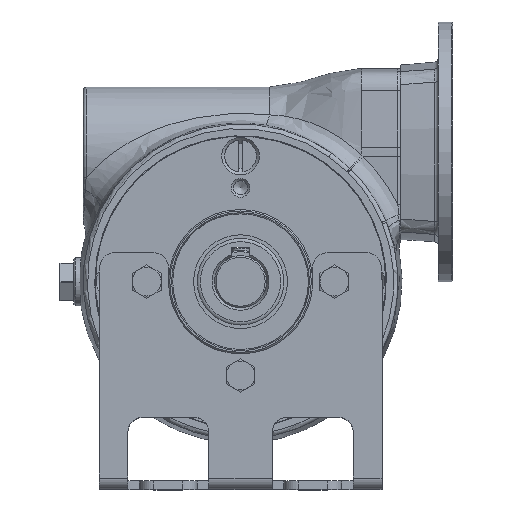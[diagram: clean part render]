
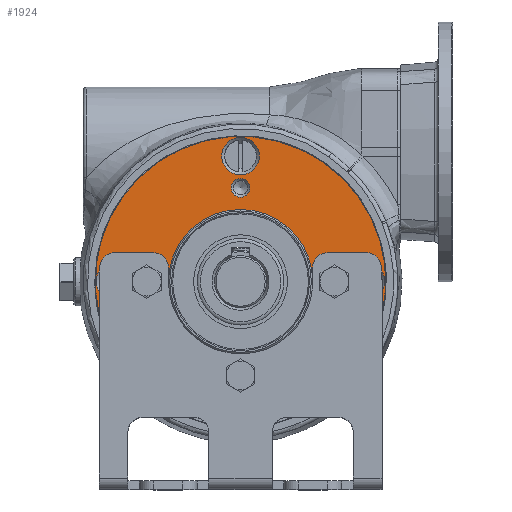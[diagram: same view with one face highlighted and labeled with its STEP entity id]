
A CAD part, top view. The second image highlights one B-rep face of the part: STEP entity #1924.
In plain terms, the highlighted planar face has unit normal (0, 0, 1).
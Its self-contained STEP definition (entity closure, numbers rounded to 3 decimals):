
#1924 = ADVANCED_FACE( '', ( #4077, #4078, #4079 ), #4080, .T. );
#4077 = FACE_BOUND( '', #11131, .T. );
#4078 = FACE_BOUND( '', #11132, .T. );
#4079 = FACE_OUTER_BOUND( '', #11133, .T. );
#4080 = PLANE( '', #11134 );
#11131 = EDGE_LOOP( '', ( #16142 ) );
#11132 = EDGE_LOOP( '', ( #16143 ) );
#11133 = EDGE_LOOP( '', ( #16144, #16145, #16146, #16147, #16148, #16149, #16150, #16151, #16152, #16153, #16154, #16155, #16156, #16157, #16158, #16159 ) );
#11134 = AXIS2_PLACEMENT_3D( '', #16160, #16161, #16162 );
#16142 = ORIENTED_EDGE( '', *, *, #16972, .T. );
#16143 = ORIENTED_EDGE( '', *, *, #17792, .T. );
#16144 = ORIENTED_EDGE( '', *, *, #17182, .F. );
#16145 = ORIENTED_EDGE( '', *, *, #16562, .T. );
#16146 = ORIENTED_EDGE( '', *, *, #17412, .F. );
#16147 = ORIENTED_EDGE( '', *, *, #17102, .T. );
#16148 = ORIENTED_EDGE( '', *, *, #17693, .F. );
#16149 = ORIENTED_EDGE( '', *, *, #18073, .F. );
#16150 = ORIENTED_EDGE( '', *, *, #17852, .F. );
#16151 = ORIENTED_EDGE( '', *, *, #17966, .F. );
#16152 = ORIENTED_EDGE( '', *, *, #17400, .T. );
#16153 = ORIENTED_EDGE( '', *, *, #17831, .F. );
#16154 = ORIENTED_EDGE( '', *, *, #16489, .T. );
#16155 = ORIENTED_EDGE( '', *, *, #17174, .F. );
#16156 = ORIENTED_EDGE( '', *, *, #16956, .T. );
#16157 = ORIENTED_EDGE( '', *, *, #17187, .F. );
#16158 = ORIENTED_EDGE( '', *, *, #17902, .F. );
#16159 = ORIENTED_EDGE( '', *, *, #16631, .F. );
#16160 = CARTESIAN_POINT( '', ( 0., 25., 35. ) );
#16161 = DIRECTION( '', ( 0., 0., 1. ) );
#16162 = DIRECTION( '', ( -1., 0., 0. ) );
#16489 = EDGE_CURVE( '', #18693, #18404, #18694, .T. );
#16562 = EDGE_CURVE( '', #18815, #18816, #18817, .T. );
#16631 = EDGE_CURVE( '', #18927, #18928, #18929, .T. );
#16956 = EDGE_CURVE( '', #18920, #18917, #19442, .F. );
#16972 = EDGE_CURVE( '', #19467, #19467, #19468, .F. );
#17102 = EDGE_CURVE( '', #19665, #19663, #19666, .T. );
#17174 = EDGE_CURVE( '', #18920, #18404, #19765, .T. );
#17182 = EDGE_CURVE( '', #18815, #18927, #19775, .T. );
#17187 = EDGE_CURVE( '', #19780, #18917, #19782, .T. );
#17400 = EDGE_CURVE( '', #18967, #18964, #20073, .F. );
#17412 = EDGE_CURVE( '', #19665, #18816, #20090, .T. );
#17693 = EDGE_CURVE( '', #20455, #19663, #20457, .T. );
#17792 = EDGE_CURVE( '', #20576, #20576, #20577, .F. );
#17831 = EDGE_CURVE( '', #18693, #18964, #20625, .T. );
#17852 = EDGE_CURVE( '', #20653, #20655, #20656, .T. );
#17902 = EDGE_CURVE( '', #18928, #19780, #20715, .T. );
#17966 = EDGE_CURVE( '', #18967, #20653, #20787, .T. );
#18073 = EDGE_CURVE( '', #20655, #20455, #20894, .T. );
#18404 = VERTEX_POINT( '', #21919 );
#18693 = VERTEX_POINT( '', #22661 );
#18694 = CIRCLE( '', #22662, 50.3 );
#18815 = VERTEX_POINT( '', #22812 );
#18816 = VERTEX_POINT( '', #22813 );
#18817 = LINE( '', #22814, #22815 );
#18917 = VERTEX_POINT( '', #23233 );
#18920 = VERTEX_POINT( '', #23236 );
#18927 = VERTEX_POINT( '', #23244 );
#18928 = VERTEX_POINT( '', #23245 );
#18929 = LINE( '', #23246, #23247 );
#18964 = VERTEX_POINT( '', #23288 );
#18967 = VERTEX_POINT( '', #23292 );
#19442 = CIRCLE( '', #24194, 6.5 );
#19467 = VERTEX_POINT( '', #24233 );
#19468 = CIRCLE( '', #24234, 3.259 );
#19663 = VERTEX_POINT( '', #24631 );
#19665 = VERTEX_POINT( '', #24634 );
#19666 = LINE( '', #24635, #24636 );
#19765 = LINE( '', #24770, #24771 );
#19775 = CIRCLE( '', #24786, 5. );
#19780 = VERTEX_POINT( '', #24791 );
#19782 = CIRCLE( '', #24794, 49. );
#20073 = CIRCLE( '', #25275, 6.5 );
#20090 = CIRCLE( '', #25304, 25. );
#20455 = VERTEX_POINT( '', #26008 );
#20457 = CIRCLE( '', #26011, 5. );
#20576 = VERTEX_POINT( '', #26290 );
#20577 = CIRCLE( '', #26291, 6.5 );
#20625 = LINE( '', #26362, #26363 );
#20653 = VERTEX_POINT( '', #26397 );
#20655 = VERTEX_POINT( '', #26400 );
#20656 = CIRCLE( '', #26401, 5. );
#20715 = CIRCLE( '', #26543, 5. );
#20787 = CIRCLE( '', #26752, 49. );
#20894 = LINE( '', #26898, #26899 );
#21919 = CARTESIAN_POINT( '', ( -49., -11.362, 35. ) );
#22661 = CARTESIAN_POINT( '', ( 49., -11.362, 35. ) );
#22662 = AXIS2_PLACEMENT_3D( '', #27340, #27341, #27342 );
#22812 = CARTESIAN_POINT( '', ( -25., 5., 35. ) );
#22813 = CARTESIAN_POINT( '', ( -25., 0., 35. ) );
#22814 = CARTESIAN_POINT( '', ( -25., 0., 35. ) );
#22815 = VECTOR( '', #27460, 1000. );
#23233 = CARTESIAN_POINT( '', ( -48.862, 3.674, 35. ) );
#23236 = CARTESIAN_POINT( '', ( -49., -3.464, 35. ) );
#23244 = CARTESIAN_POINT( '', ( -30., 10., 35. ) );
#23245 = CARTESIAN_POINT( '', ( -43.715, 10., 35. ) );
#23246 = CARTESIAN_POINT( '', ( 0., 10., 35. ) );
#23247 = VECTOR( '', #27544, 1000. );
#23288 = CARTESIAN_POINT( '', ( 49., -3.464, 35. ) );
#23292 = CARTESIAN_POINT( '', ( 48.862, 3.674, 35. ) );
#24194 = AXIS2_PLACEMENT_3D( '', #27960, #27961, #27962 );
#24233 = CARTESIAN_POINT( '', ( 0., 35.759, 35. ) );
#24234 = AXIS2_PLACEMENT_3D( '', #27976, #27977, #27978 );
#24631 = CARTESIAN_POINT( '', ( 25., 5., 35. ) );
#24634 = CARTESIAN_POINT( '', ( 25., 0., 35. ) );
#24635 = CARTESIAN_POINT( '', ( 25., 0., 35. ) );
#24636 = VECTOR( '', #28137, 1000. );
#24770 = CARTESIAN_POINT( '', ( -49., -69.563, 35. ) );
#24771 = VECTOR( '', #28232, 1000. );
#24786 = AXIS2_PLACEMENT_3D( '', #28241, #28242, #28243 );
#24791 = CARTESIAN_POINT( '', ( -48.683, 5.568, 35. ) );
#24794 = AXIS2_PLACEMENT_3D( '', #28251, #28252, #28253 );
#25275 = AXIS2_PLACEMENT_3D( '', #28486, #28487, #28488 );
#25304 = AXIS2_PLACEMENT_3D( '', #28501, #28502, #28503 );
#26008 = CARTESIAN_POINT( '', ( 30., 10., 35. ) );
#26011 = AXIS2_PLACEMENT_3D( '', #28770, #28771, #28772 );
#26290 = CARTESIAN_POINT( '', ( 0., 50., 35. ) );
#26291 = AXIS2_PLACEMENT_3D( '', #28850, #28851, #28852 );
#26362 = CARTESIAN_POINT( '', ( 49., -69.563, 35. ) );
#26363 = VECTOR( '', #28894, 1000. );
#26397 = CARTESIAN_POINT( '', ( 48.683, 5.568, 35. ) );
#26400 = CARTESIAN_POINT( '', ( 43.715, 10., 35. ) );
#26401 = AXIS2_PLACEMENT_3D( '', #28920, #28921, #28922 );
#26543 = AXIS2_PLACEMENT_3D( '', #28960, #28961, #28962 );
#26752 = AXIS2_PLACEMENT_3D( '', #29005, #29006, #29007 );
#26898 = CARTESIAN_POINT( '', ( 0., 10., 35. ) );
#26899 = VECTOR( '', #29055, 1000. );
#27340 = CARTESIAN_POINT( '', ( 0., 0., 35. ) );
#27341 = DIRECTION( '', ( 0., 0., 1. ) );
#27342 = DIRECTION( '', ( 0., 1., 0. ) );
#27460 = DIRECTION( '', ( 0., -1., 0. ) );
#27544 = DIRECTION( '', ( -1., 0., 0. ) );
#27960 = CARTESIAN_POINT( '', ( -43.5, 0., 35. ) );
#27961 = DIRECTION( '', ( 0., 0., 1. ) );
#27962 = DIRECTION( '', ( 0., 1., 0. ) );
#27976 = CARTESIAN_POINT( '', ( 0., 32.5, 35. ) );
#27977 = DIRECTION( '', ( 0., 0., 1. ) );
#27978 = DIRECTION( '', ( 0., 1., 0. ) );
#28137 = DIRECTION( '', ( 0., 1., 0. ) );
#28232 = DIRECTION( '', ( 0., -1., 0. ) );
#28241 = CARTESIAN_POINT( '', ( -30., 5., 35. ) );
#28242 = DIRECTION( '', ( 0., 0., 1. ) );
#28243 = DIRECTION( '', ( 0., 1., 0. ) );
#28251 = CARTESIAN_POINT( '', ( 0., 0., 35. ) );
#28252 = DIRECTION( '', ( 0., 0., 1. ) );
#28253 = DIRECTION( '', ( 0., 1., 0. ) );
#28486 = CARTESIAN_POINT( '', ( 43.5, 0., 35. ) );
#28487 = DIRECTION( '', ( 0., 0., 1. ) );
#28488 = DIRECTION( '', ( 0., 1., 0. ) );
#28501 = CARTESIAN_POINT( '', ( 0., 0., 35. ) );
#28502 = DIRECTION( '', ( 0., 0., 1. ) );
#28503 = DIRECTION( '', ( 0., 1., 0. ) );
#28770 = CARTESIAN_POINT( '', ( 30., 5., 35. ) );
#28771 = DIRECTION( '', ( 0., 0., 1. ) );
#28772 = DIRECTION( '', ( 0., 1., 0. ) );
#28850 = CARTESIAN_POINT( '', ( 0., 43.5, 35. ) );
#28851 = DIRECTION( '', ( 0., 0., 1. ) );
#28852 = DIRECTION( '', ( 0., 1., 0. ) );
#28894 = DIRECTION( '', ( 0., 1., 0. ) );
#28920 = CARTESIAN_POINT( '', ( 43.715, 5., 35. ) );
#28921 = DIRECTION( '', ( 0., 0., 1. ) );
#28922 = DIRECTION( '', ( 0., 1., 0. ) );
#28960 = CARTESIAN_POINT( '', ( -43.715, 5., 35. ) );
#28961 = DIRECTION( '', ( 0., 0., 1. ) );
#28962 = DIRECTION( '', ( 0., 1., 0. ) );
#29005 = CARTESIAN_POINT( '', ( 0., 0., 35. ) );
#29006 = DIRECTION( '', ( 0., 0., 1. ) );
#29007 = DIRECTION( '', ( 0., 1., 0. ) );
#29055 = DIRECTION( '', ( -1., 0., 0. ) );
